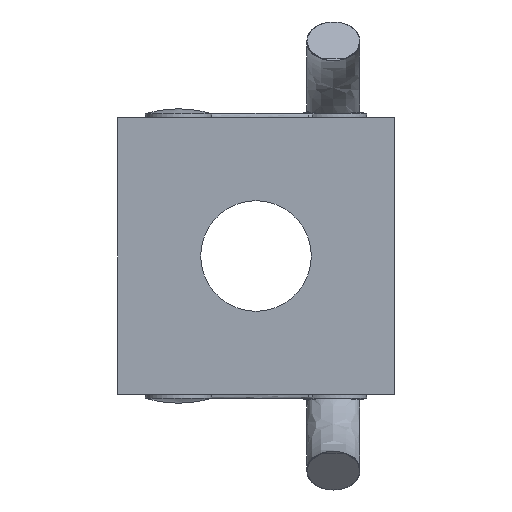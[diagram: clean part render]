
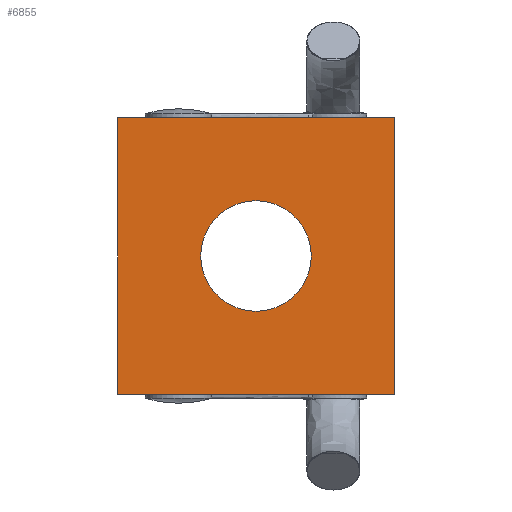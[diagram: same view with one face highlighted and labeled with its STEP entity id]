
A CAD part, front view. The second image highlights one B-rep face of the part: STEP entity #6855.
In plain terms, the highlighted planar face has unit normal (0, -1, 0).
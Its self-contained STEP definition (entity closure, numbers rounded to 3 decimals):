
#1547 = CARTESIAN_POINT ( 'NONE',  ( -2.5, -0.51, -2.5 ) ) ;
#1579 = VECTOR ( 'NONE', #13130, 1000. ) ;
#1791 = CARTESIAN_POINT ( 'NONE',  ( 2.5, -0.51, -2.5 ) ) ;
#1957 = CARTESIAN_POINT ( 'NONE',  ( 0., -0.51, 0. ) ) ;
#2056 = VECTOR ( 'NONE', #12844, 1000. ) ;
#2551 = AXIS2_PLACEMENT_3D ( 'NONE', #1957, #10239, #3165 ) ;
#2644 = CARTESIAN_POINT ( 'NONE',  ( 0., -0.51, 0. ) ) ;
#2884 = EDGE_CURVE ( 'NONE', #9637, #13122, #8368, .T. ) ;
#3165 = DIRECTION ( 'NONE',  ( 0., 0., 1. ) ) ;
#3397 = VERTEX_POINT ( 'NONE', #1547 ) ;
#3813 = DIRECTION ( 'NONE',  ( 0., 0., 1. ) ) ;
#3980 = CARTESIAN_POINT ( 'NONE',  ( 2.5, -0.51, 2.5 ) ) ;
#4980 = EDGE_CURVE ( 'NONE', #11948, #9087, #8772, .T. ) ;
#5107 = CARTESIAN_POINT ( 'NONE',  ( 0., -0.51, 0. ) ) ;
#5206 = DIRECTION ( 'NONE',  ( 0., 0., 1. ) ) ;
#5363 = EDGE_LOOP ( 'NONE', ( #6105, #10437, #14745, #9596 ) ) ;
#5523 = CARTESIAN_POINT ( 'NONE',  ( 0., -0.51, -1. ) ) ;
#5701 = VECTOR ( 'NONE', #5206, 1000. ) ;
#5800 = CARTESIAN_POINT ( 'NONE',  ( 2.5, -0.51, 2.5 ) ) ;
#6073 = EDGE_LOOP ( 'NONE', ( #13768, #11851 ) ) ;
#6105 = ORIENTED_EDGE ( 'NONE', *, *, #8832, .T. ) ;
#6302 = DIRECTION ( 'NONE',  ( 0., 0., 1. ) ) ;
#6586 = CARTESIAN_POINT ( 'NONE',  ( 2.5, -0.51, 2.5 ) ) ;
#6855 = ADVANCED_FACE ( 'NONE', ( #9064, #14935 ), #8613, .F. ) ;
#7876 = EDGE_CURVE ( 'NONE', #8689, #9637, #11952, .T. ) ;
#7907 = LINE ( 'NONE', #11921, #1579 ) ;
#8276 = VECTOR ( 'NONE', #11289, 1000. ) ;
#8368 = LINE ( 'NONE', #5800, #2056 ) ;
#8613 = PLANE ( 'NONE',  #9269 ) ;
#8689 = VERTEX_POINT ( 'NONE', #1791 ) ;
#8772 = CIRCLE ( 'NONE', #11085, 1. ) ;
#8832 = EDGE_CURVE ( 'NONE', #13122, #3397, #7907, .T. ) ;
#9064 = FACE_BOUND ( 'NONE', #6073, .T. ) ;
#9087 = VERTEX_POINT ( 'NONE', #5523 ) ;
#9231 = CIRCLE ( 'NONE', #2551, 1. ) ;
#9269 = AXIS2_PLACEMENT_3D ( 'NONE', #5107, #13345, #6302 ) ;
#9596 = ORIENTED_EDGE ( 'NONE', *, *, #2884, .T. ) ;
#9637 = VERTEX_POINT ( 'NONE', #6586 ) ;
#10161 = CARTESIAN_POINT ( 'NONE',  ( 2.5, -0.51, -2.5 ) ) ;
#10239 = DIRECTION ( 'NONE',  ( 0., 1., 0. ) ) ;
#10254 = EDGE_CURVE ( 'NONE', #9087, #11948, #9231, .T. ) ;
#10437 = ORIENTED_EDGE ( 'NONE', *, *, #10722, .T. ) ;
#10722 = EDGE_CURVE ( 'NONE', #3397, #8689, #14187, .T. ) ;
#10907 = DIRECTION ( 'NONE',  ( 0., 1., 0. ) ) ;
#11085 = AXIS2_PLACEMENT_3D ( 'NONE', #2644, #10907, #3813 ) ;
#11289 = DIRECTION ( 'NONE',  ( 1., 0., 0. ) ) ;
#11851 = ORIENTED_EDGE ( 'NONE', *, *, #4980, .T. ) ;
#11921 = CARTESIAN_POINT ( 'NONE',  ( -2.5, -0.51, 2.5 ) ) ;
#11948 = VERTEX_POINT ( 'NONE', #13639 ) ;
#11952 = LINE ( 'NONE', #3980, #5701 ) ;
#12844 = DIRECTION ( 'NONE',  ( -1., 0., 0. ) ) ;
#13122 = VERTEX_POINT ( 'NONE', #14356 ) ;
#13130 = DIRECTION ( 'NONE',  ( 0., 0., -1. ) ) ;
#13345 = DIRECTION ( 'NONE',  ( 0., 1., 0. ) ) ;
#13639 = CARTESIAN_POINT ( 'NONE',  ( 0., -0.51, 1. ) ) ;
#13768 = ORIENTED_EDGE ( 'NONE', *, *, #10254, .T. ) ;
#14187 = LINE ( 'NONE', #10161, #8276 ) ;
#14356 = CARTESIAN_POINT ( 'NONE',  ( -2.5, -0.51, 2.5 ) ) ;
#14745 = ORIENTED_EDGE ( 'NONE', *, *, #7876, .T. ) ;
#14935 = FACE_OUTER_BOUND ( 'NONE', #5363, .T. ) ;
